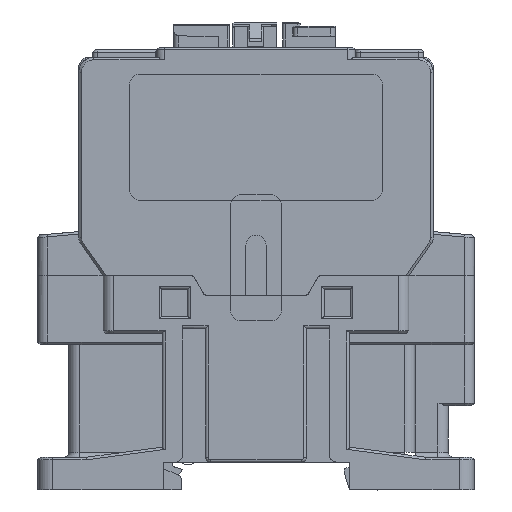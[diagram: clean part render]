
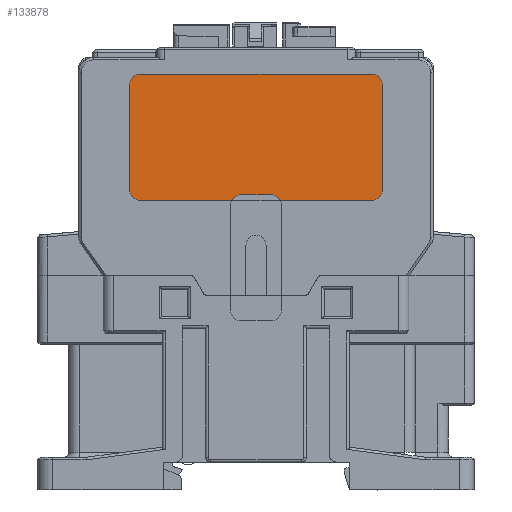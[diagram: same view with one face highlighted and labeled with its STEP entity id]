
A CAD part, left-side view. The second image highlights one B-rep face of the part: STEP entity #133878.
In plain terms, the highlighted planar face has unit normal (-1, 0, 0).
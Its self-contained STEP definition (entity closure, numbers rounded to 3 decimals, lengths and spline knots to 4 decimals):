
#133803=CARTESIAN_POINT('',(0.0833,2.6083,
0.6653));
#133804=DIRECTION('',(1.,0.,0.));
#133805=DIRECTION('',(0.,0.,-1.));
#133806=AXIS2_PLACEMENT_3D('',#133803,#133804,#133805);
#133808=DIRECTION('',(0.,0.,1.));
#133809=VECTOR('',#133808,0.8268);
#133810=CARTESIAN_POINT('',(0.0833,2.687,
0.6653));
#133811=LINE('',#133810,#133809);
#133812=CARTESIAN_POINT('',(0.0833,2.6083,
1.4921));
#133813=DIRECTION('',(1.,0.,0.));
#133814=DIRECTION('',(0.,1.,0.));
#133815=AXIS2_PLACEMENT_3D('',#133812,#133813,#133814);
#133817=DIRECTION('',(0.,-1.,0.));
#133818=VECTOR('',#133817,1.811);
#133819=CARTESIAN_POINT('',(0.0833,2.6083,
1.5708));
#133820=LINE('',#133819,#133818);
#133821=CARTESIAN_POINT('',(0.0833,0.7972,
1.4921));
#133822=DIRECTION('',(1.,0.,0.));
#133823=DIRECTION('',(0.,0.,1.));
#133824=AXIS2_PLACEMENT_3D('',#133821,#133822,#133823);
#133826=DIRECTION('',(0.,0.,-1.));
#133827=VECTOR('',#133826,0.8268);
#133828=CARTESIAN_POINT('',(0.0833,0.7185,
1.4921));
#133829=LINE('',#133828,#133827);
#133830=CARTESIAN_POINT('',(0.0833,0.7972,
0.6653));
#133831=DIRECTION('',(1.,0.,0.));
#133832=DIRECTION('',(0.,-1.,0.));
#133833=AXIS2_PLACEMENT_3D('',#133830,#133831,#133832);
#133835=DIRECTION('',(0.,1.,0.));
#133836=VECTOR('',#133835,1.811);
#133837=CARTESIAN_POINT('',(0.0833,0.7972,
0.5865));
#133838=LINE('',#133837,#133836);
#133839=CARTESIAN_POINT('',(0.0833,2.6083,
0.5865));
#133840=CARTESIAN_POINT('',(0.0833,0.7972,
0.5865));
#133841=VERTEX_POINT('',#133839);
#133842=VERTEX_POINT('',#133840);
#133843=CARTESIAN_POINT('',(0.0833,0.7185,
0.6653));
#133844=CARTESIAN_POINT('',(0.0833,0.7185,
1.4921));
#133845=VERTEX_POINT('',#133843);
#133846=VERTEX_POINT('',#133844);
#133847=CARTESIAN_POINT('',(0.0833,0.7972,
1.5708));
#133848=CARTESIAN_POINT('',(0.0833,2.6083,
1.5708));
#133849=VERTEX_POINT('',#133847);
#133850=VERTEX_POINT('',#133848);
#133851=CARTESIAN_POINT('',(0.0833,2.687,
1.4921));
#133852=CARTESIAN_POINT('',(0.0833,2.687,
0.6653));
#133853=VERTEX_POINT('',#133851);
#133854=VERTEX_POINT('',#133852);
#133855=CARTESIAN_POINT('',(0.0833,1.7028,
1.0787));
#133856=DIRECTION('',(-1.,0.,0.));
#133857=DIRECTION('',(0.,0.,1.));
#133858=AXIS2_PLACEMENT_3D('',#133855,#133856,#133857);
#133859=PLANE('',#133858);
#133861=ORIENTED_EDGE('',*,*,#133860,.T.);
#133863=ORIENTED_EDGE('',*,*,#133862,.T.);
#133865=ORIENTED_EDGE('',*,*,#133864,.T.);
#133867=ORIENTED_EDGE('',*,*,#133866,.T.);
#133869=ORIENTED_EDGE('',*,*,#133868,.T.);
#133871=ORIENTED_EDGE('',*,*,#133870,.T.);
#133873=ORIENTED_EDGE('',*,*,#133872,.T.);
#133875=ORIENTED_EDGE('',*,*,#133874,.T.);
#133876=EDGE_LOOP('',(#133861,#133863,#133865,#133867,#133869,#133871,#133873,
#133875));
#133877=FACE_OUTER_BOUND('',#133876,.F.);
#133878=ADVANCED_FACE('',(#133877),#133859,.T.);
#133807=CIRCLE('',#133806,0.0787);
#133816=CIRCLE('',#133815,0.0787);
#133825=CIRCLE('',#133824,0.0787);
#133834=CIRCLE('',#133833,0.0787);
#133860=EDGE_CURVE('',#133841,#133854,#133807,.T.);
#133862=EDGE_CURVE('',#133854,#133853,#133811,.T.);
#133864=EDGE_CURVE('',#133853,#133850,#133816,.T.);
#133866=EDGE_CURVE('',#133850,#133849,#133820,.T.);
#133868=EDGE_CURVE('',#133849,#133846,#133825,.T.);
#133870=EDGE_CURVE('',#133846,#133845,#133829,.T.);
#133872=EDGE_CURVE('',#133845,#133842,#133834,.T.);
#133874=EDGE_CURVE('',#133842,#133841,#133838,.T.);
